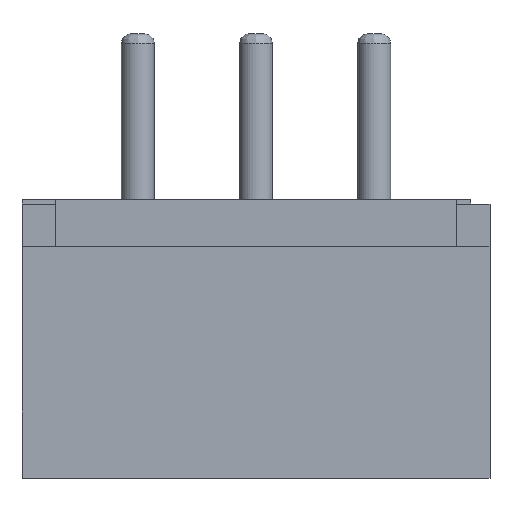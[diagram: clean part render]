
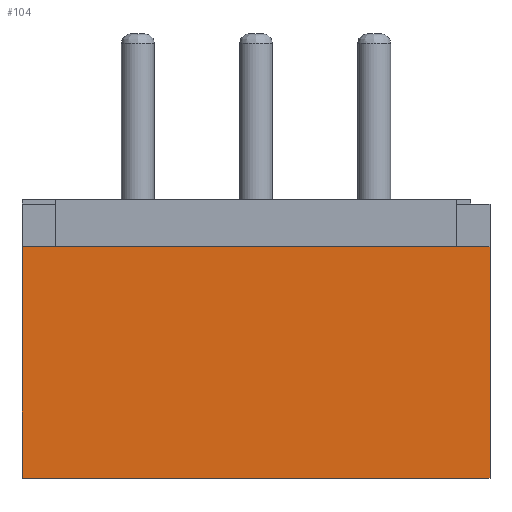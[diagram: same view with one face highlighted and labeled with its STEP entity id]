
A CAD part, front view. The second image highlights one B-rep face of the part: STEP entity #104.
In plain terms, the highlighted planar face has unit normal (0, -1, 0).
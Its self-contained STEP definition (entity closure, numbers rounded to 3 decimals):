
#104=ADVANCED_FACE('',(#223),#168,.F.);
#168=PLANE('',#1179);
#223=FACE_OUTER_BOUND('',#276,.T.);
#276=EDGE_LOOP('',(#466,#467,#468,#469));
#466=ORIENTED_EDGE('',*,*,#805,.F.);
#467=ORIENTED_EDGE('',*,*,#844,.T.);
#468=ORIENTED_EDGE('',*,*,#815,.T.);
#469=ORIENTED_EDGE('',*,*,#845,.T.);
#693=VERTEX_POINT('',#1661);
#694=VERTEX_POINT('',#1663);
#702=VERTEX_POINT('',#1682);
#703=VERTEX_POINT('',#1684);
#805=EDGE_CURVE('',#693,#694,#955,.T.);
#815=EDGE_CURVE('',#703,#702,#965,.T.);
#844=EDGE_CURVE('',#693,#703,#994,.T.);
#845=EDGE_CURVE('',#702,#694,#995,.T.);
#955=LINE('',#1662,#1090);
#965=LINE('',#1683,#1100);
#994=LINE('',#1735,#1129);
#995=LINE('',#1736,#1130);
#1090=VECTOR('',#1326,1.);
#1100=VECTOR('',#1340,1.);
#1129=VECTOR('',#1383,1.);
#1130=VECTOR('',#1384,1.);
#1179=AXIS2_PLACEMENT_3D('',#1737,#1385,#1386);
#1326=DIRECTION('',(0.,0.,-1.));
#1340=DIRECTION('',(0.,0.,-1.));
#1383=DIRECTION('',(-1.,0.,0.));
#1384=DIRECTION('',(1.,0.,0.));
#1385=DIRECTION('',(0.,1.,0.));
#1386=DIRECTION('',(-1.,0.,0.));
#1661=CARTESIAN_POINT('',(7.45,-3.1,8.1));
#1662=CARTESIAN_POINT('',(7.45,-3.1,9.1));
#1663=CARTESIAN_POINT('',(7.45,-3.1,3.2));
#1682=CARTESIAN_POINT('',(-2.45,-3.1,3.2));
#1683=CARTESIAN_POINT('',(-2.45,-3.1,9.1));
#1684=CARTESIAN_POINT('',(-2.45,-3.1,8.1));
#1735=CARTESIAN_POINT('',(95.56,-3.1,8.1));
#1736=CARTESIAN_POINT('',(-2.45,-3.1,3.2));
#1737=CARTESIAN_POINT('',(-2.45,-3.1,9.1));
